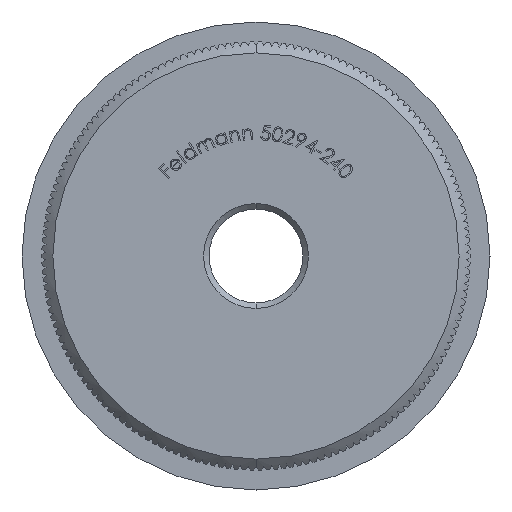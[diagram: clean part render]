
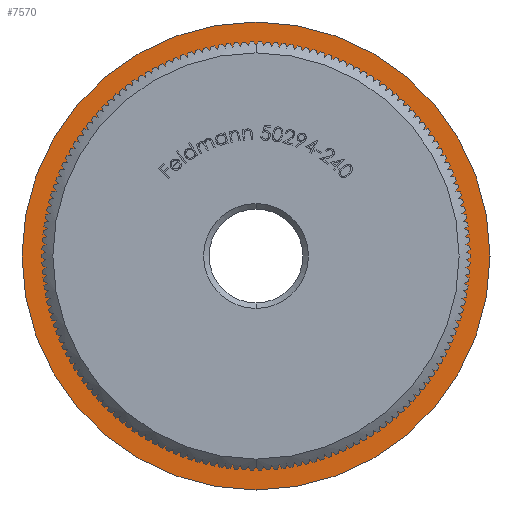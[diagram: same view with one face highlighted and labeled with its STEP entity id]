
A CAD part, front view. The second image highlights one B-rep face of the part: STEP entity #7570.
In plain terms, the highlighted planar face has unit normal (0, -1, 0).
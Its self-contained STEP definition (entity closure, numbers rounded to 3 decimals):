
#2648 = DIRECTION ( 'NONE',  ( 0., -1., 0. ) ) ;
#3757 = DIRECTION ( 'NONE',  ( 0., -1., 0. ) ) ;
#5139 = EDGE_CURVE ( 'NONE', #18922, #25251, #15825, .T. ) ;
#5517 = ORIENTED_EDGE ( 'NONE', *, *, #8975, .F. ) ;
#5723 = AXIS2_PLACEMENT_3D ( 'NONE', #8416, #3757, #13202 ) ;
#5993 = CARTESIAN_POINT ( 'NONE',  ( 0., 8., 0. ) ) ;
#6295 = CIRCLE ( 'NONE', #13389, 21.2 ) ;
#6456 = FACE_BOUND ( 'NONE', #7531, .T. ) ;
#7531 = EDGE_LOOP ( 'NONE', ( #30664, #5517 ) ) ;
#7570 = ADVANCED_FACE ( 'NONE', ( #30174, #6456 ), #10008, .T. ) ;
#7658 = CIRCLE ( 'NONE', #29942, 18.7 ) ;
#8416 = CARTESIAN_POINT ( 'NONE',  ( 0., 8., 0. ) ) ;
#8874 = EDGE_CURVE ( 'NONE', #29268, #20354, #20281, .T. ) ;
#8975 = EDGE_CURVE ( 'NONE', #20354, #29268, #7658, .T. ) ;
#10008 = PLANE ( 'NONE',  #20395 ) ;
#10779 = DIRECTION ( 'NONE',  ( 0., 0., -1. ) ) ;
#10963 = CARTESIAN_POINT ( 'NONE',  ( 0., 8., 0. ) ) ;
#12384 = DIRECTION ( 'NONE',  ( 0., 0., -1. ) ) ;
#13202 = DIRECTION ( 'NONE',  ( 0., 0., -1. ) ) ;
#13328 = DIRECTION ( 'NONE',  ( 0., 0., -1. ) ) ;
#13389 = AXIS2_PLACEMENT_3D ( 'NONE', #5993, #24916, #10779 ) ;
#13931 = CARTESIAN_POINT ( 'NONE',  ( 0., 8., 18.7 ) ) ;
#15825 = CIRCLE ( 'NONE', #30263, 21.2 ) ;
#15836 = EDGE_LOOP ( 'NONE', ( #18318, #17568 ) ) ;
#17568 = ORIENTED_EDGE ( 'NONE', *, *, #17682, .T. ) ;
#17682 = EDGE_CURVE ( 'NONE', #25251, #18922, #6295, .T. ) ;
#18021 = DIRECTION ( 'NONE',  ( 0., -1., 0. ) ) ;
#18318 = ORIENTED_EDGE ( 'NONE', *, *, #5139, .T. ) ;
#18922 = VERTEX_POINT ( 'NONE', #22336 ) ;
#20281 = CIRCLE ( 'NONE', #5723, 18.7 ) ;
#20354 = VERTEX_POINT ( 'NONE', #13931 ) ;
#20395 = AXIS2_PLACEMENT_3D ( 'NONE', #26542, #2648, #12384 ) ;
#20670 = CARTESIAN_POINT ( 'NONE',  ( 0., 8., 0. ) ) ;
#20975 = DIRECTION ( 'NONE',  ( 0., -1., 0. ) ) ;
#22336 = CARTESIAN_POINT ( 'NONE',  ( 0., 8., -21.2 ) ) ;
#24481 = CARTESIAN_POINT ( 'NONE',  ( 0., 8., -18.7 ) ) ;
#24916 = DIRECTION ( 'NONE',  ( 0., -1., 0. ) ) ;
#25251 = VERTEX_POINT ( 'NONE', #28609 ) ;
#26542 = CARTESIAN_POINT ( 'NONE',  ( 18.7, 8., 0. ) ) ;
#27686 = DIRECTION ( 'NONE',  ( 0., 0., -1. ) ) ;
#28609 = CARTESIAN_POINT ( 'NONE',  ( 0., 8., 21.2 ) ) ;
#29268 = VERTEX_POINT ( 'NONE', #24481 ) ;
#29942 = AXIS2_PLACEMENT_3D ( 'NONE', #20670, #20975, #27686 ) ;
#30174 = FACE_OUTER_BOUND ( 'NONE', #15836, .T. ) ;
#30263 = AXIS2_PLACEMENT_3D ( 'NONE', #10963, #18021, #13328 ) ;
#30664 = ORIENTED_EDGE ( 'NONE', *, *, #8874, .F. ) ;
